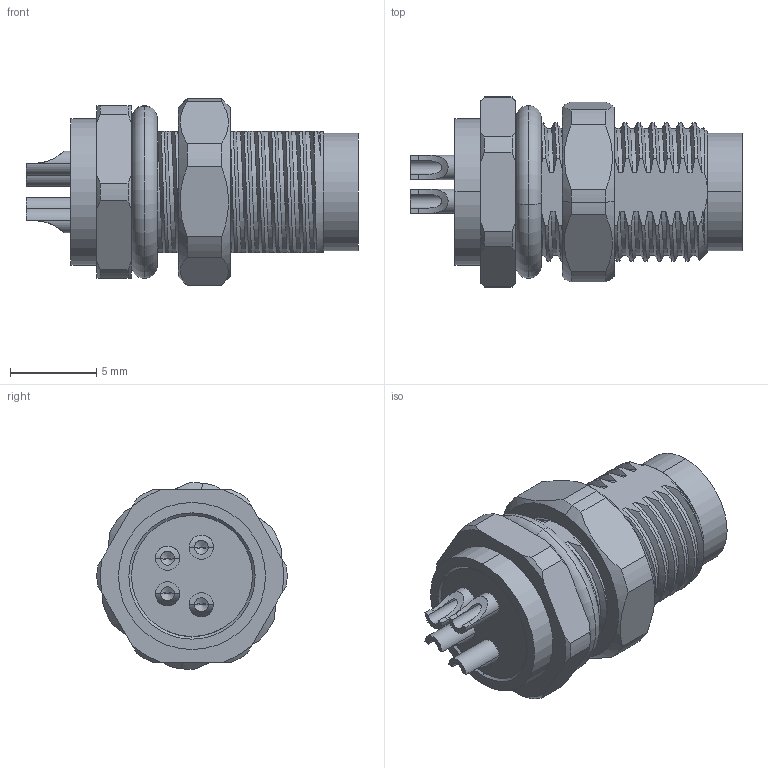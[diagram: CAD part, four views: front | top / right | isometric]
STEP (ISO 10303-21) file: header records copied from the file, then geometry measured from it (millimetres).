
FILE_DESCRIPTION (( 'STEP AP203' ), '1' );
FILE_NAME ('54-00291_A.STEP', '2022-05-10T18:10:00', ( '' ), ( '' ), 'SwSTEP 2.0', 'SolidWorks 2021', '' );
FILE_SCHEMA (( 'CONFIG_CONTROL_DESIGN' ));
Length unit declared in the file: millimetre
Products named in the file (6): 54-00291-02; 54-00291-05___; 54-00291-01___; 54-00291_A; 54-00291-03___; 54-00291-04___
Assembly tree (8 placements, depth 2):
  54-00291_A
    54-00291-01___
    54-00291-02
    54-00291-03___  x4
    54-00291-04___
    54-00291-05___
Bounding box: 19.2 x 10.99 x 10.8 mm (x, y, z)
Volume: 883 mm3; surface area: 2289.7 mm2
Topology: 8 solids, 8 shells, 365 faces, 910 edges, 576 vertices
Faces by surface type: cylinder 161, plane 60, bspline 56, cone 52, torus 28, sphere 8
Entity records: 33316 total; most frequent: CARTESIAN_POINT 26838, ORIENTED_EDGE 1384, DIRECTION 1016, EDGE_CURVE 692, VERTEX_POINT 450, AXIS2_PLACEMENT_3D 395, EDGE_LOOP 288, ADVANCED_FACE 263
